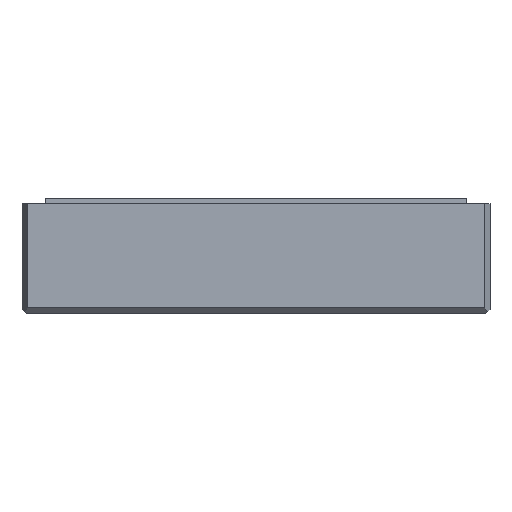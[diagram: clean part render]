
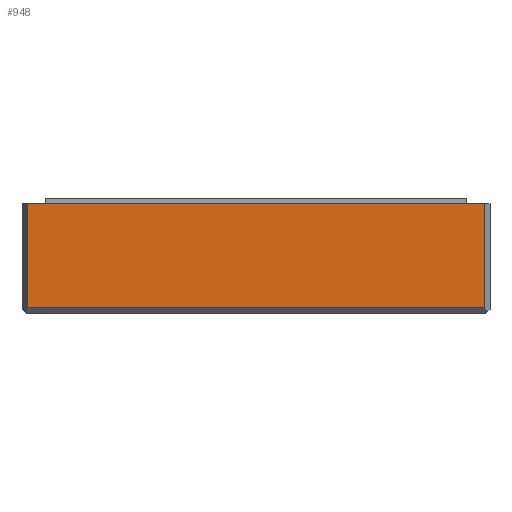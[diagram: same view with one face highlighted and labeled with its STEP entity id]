
A CAD part, top view. The second image highlights one B-rep face of the part: STEP entity #948.
In plain terms, the highlighted planar face has unit normal (0, 0, 1).
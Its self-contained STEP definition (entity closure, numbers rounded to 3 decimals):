
#242 = VERTEX_POINT('',#243);
#243 = CARTESIAN_POINT('',(-46.989,-4.6,26.6));
#249 = EDGE_CURVE('',#250,#242,#252,.T.);
#250 = VERTEX_POINT('',#251);
#251 = CARTESIAN_POINT('',(46.989,-4.6,26.6));
#252 = LINE('',#253,#254);
#253 = CARTESIAN_POINT('',(-25.,-4.6,26.6));
#254 = VECTOR('',#255,1.);
#255 = DIRECTION('',(-1.,0.,0.));
#930 = VERTEX_POINT('',#931);
#931 = CARTESIAN_POINT('',(46.989,-25.989,26.6));
#937 = EDGE_CURVE('',#250,#930,#938,.T.);
#938 = LINE('',#939,#940);
#939 = CARTESIAN_POINT('',(46.989,12.75,26.6));
#940 = VECTOR('',#941,1.);
#941 = DIRECTION('',(0.,-1.,0.));
#948 = ADVANCED_FACE('',(#949),#967,.T.);
#949 = FACE_BOUND('',#950,.T.);
#950 = EDGE_LOOP('',(#951,#959,#960,#961));
#951 = ORIENTED_EDGE('',*,*,#952,.F.);
#952 = EDGE_CURVE('',#930,#953,#955,.T.);
#953 = VERTEX_POINT('',#954);
#954 = CARTESIAN_POINT('',(-46.989,-25.989,26.6));
#955 = LINE('',#956,#957);
#956 = CARTESIAN_POINT('',(23.25,-25.989,26.6));
#957 = VECTOR('',#958,1.);
#958 = DIRECTION('',(-1.,0.,0.));
#959 = ORIENTED_EDGE('',*,*,#937,.F.);
#960 = ORIENTED_EDGE('',*,*,#249,.T.);
#961 = ORIENTED_EDGE('',*,*,#962,.T.);
#962 = EDGE_CURVE('',#242,#953,#963,.T.);
#963 = LINE('',#964,#965);
#964 = CARTESIAN_POINT('',(-46.989,-12.75,26.6));
#965 = VECTOR('',#966,1.);
#966 = DIRECTION('',(0.,-1.,0.));
#967 = PLANE('',#968);
#968 = AXIS2_PLACEMENT_3D('',#969,#970,#971);
#969 = CARTESIAN_POINT('',(0.,0.,26.6));
#970 = DIRECTION('',(0.,0.,1.));
#971 = DIRECTION('',(1.,0.,0.));
